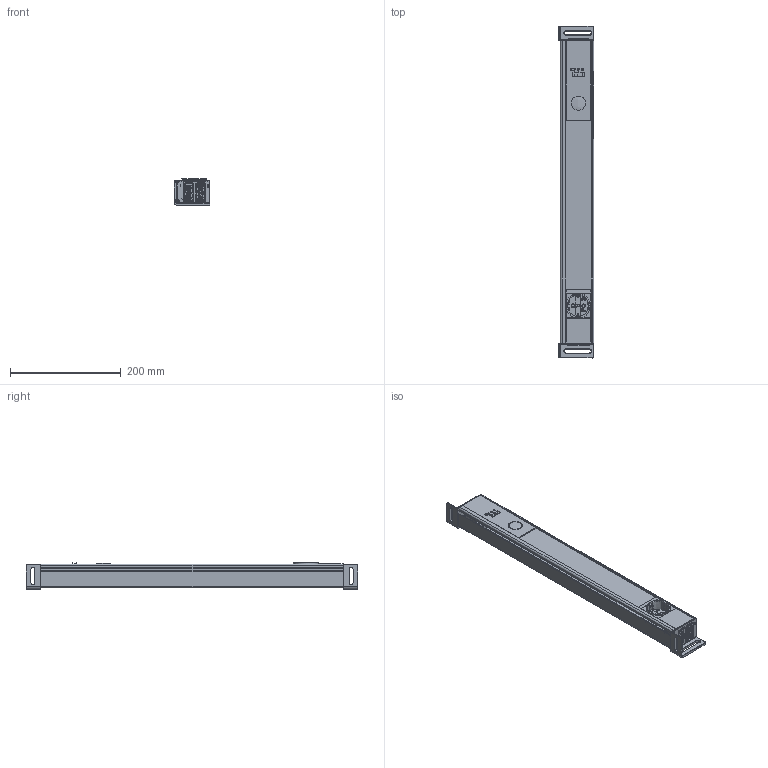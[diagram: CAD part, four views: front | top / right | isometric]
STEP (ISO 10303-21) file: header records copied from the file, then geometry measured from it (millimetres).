
FILE_DESCRIPTION(/* description */ (''),/* implementation_level */ '2;1');
FILE_NAME(/* name */ '110331_LED-A-500-ST-E-VK.stp',/* time_stamp */ '2024-09-10T10:02:39+02:00',/* author */ ('cad'),/* organization */ (''),/* preprocessor_version */ 'ST-DEVELOPER v15.6',/* originating_system */ 'Autodesk Inventor 2015',/* authorisation */ '');
FILE_SCHEMA (('AUTOMOTIVE_DESIGN { 1 0 10303 214 3 1 1 }'));
Products named in the file (1): 110331_LED-A-500-ST-E-VK_Shrinkwrap_1
Bounding box: 64 x 600 x 48.1 mm (x, y, z)
Surface area: 223327.9 mm2 (no closed solid volume)
Topology: 0 solids, 81 shells, 1992 faces, 6513 edges, 4575 vertices
Faces by surface type: plane 1526, cylinder 350, bspline 60, cone 43, sphere 13
Full cylindrical faces by diameter (mm): 2.797 x1, 2.8 x1, 36.995 x1
Entity records: 75164 total; most frequent: CARTESIAN_POINT 17667, ORIENTED_EDGE 11486, DIRECTION 11139, EDGE_CURVE 6495, LINE 5277, VECTOR 5277, VERTEX_POINT 4573, AXIS2_PLACEMENT_3D 2931
